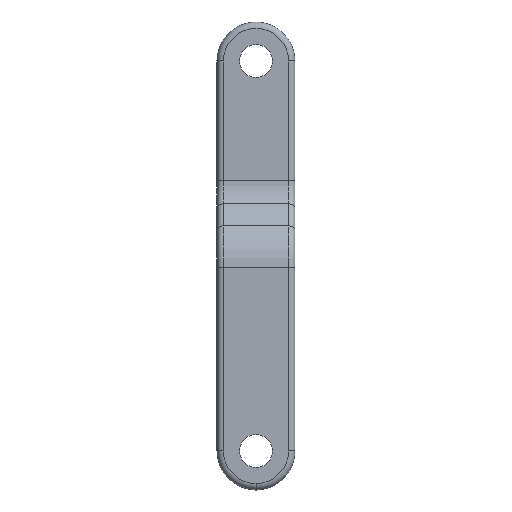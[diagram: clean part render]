
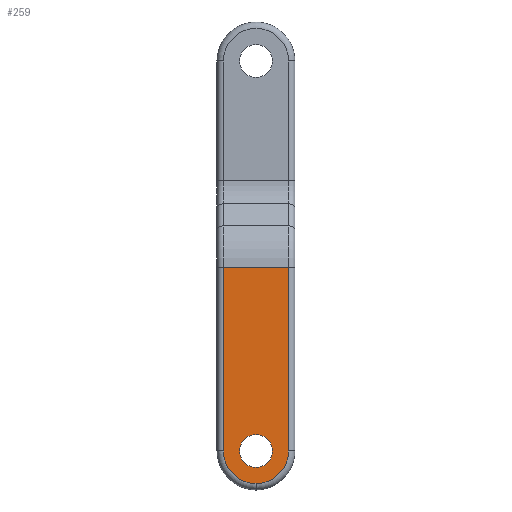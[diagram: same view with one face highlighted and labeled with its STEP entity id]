
A CAD part, front view. The second image highlights one B-rep face of the part: STEP entity #259.
In plain terms, the highlighted planar face has unit normal (0, -1, 0).
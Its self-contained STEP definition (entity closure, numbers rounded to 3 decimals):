
#16 = EDGE_CURVE ( 'NONE', #1469, #1869, #863, .T. ) ;
#70 = CARTESIAN_POINT ( 'NONE',  ( 5., -20., 0. ) ) ;
#73 = ORIENTED_EDGE ( 'NONE', *, *, #982, .F. ) ;
#150 = DIRECTION ( 'NONE',  ( 0., 0., -1. ) ) ;
#158 = CIRCLE ( 'NONE', #1670, 5. ) ;
#191 = VECTOR ( 'NONE', #1123, 1000. ) ;
#198 = CARTESIAN_POINT ( 'NONE',  ( 0., -20., 0. ) ) ;
#247 = LINE ( 'NONE', #937, #1327 ) ;
#252 = EDGE_LOOP ( 'NONE', ( #586, #644, #526, #356, #73 ) ) ;
#259 = ADVANCED_FACE ( 'NONE', ( #263, #1167 ), #1840, .F. ) ;
#260 = DIRECTION ( 'NONE',  ( 0., 0., -1. ) ) ;
#263 = FACE_OUTER_BOUND ( 'NONE', #252, .T. ) ;
#296 = CARTESIAN_POINT ( 'NONE',  ( 5., -20., 0. ) ) ;
#356 = ORIENTED_EDGE ( 'NONE', *, *, #994, .F. ) ;
#476 = EDGE_CURVE ( 'NONE', #2179, #678, #531, .T. ) ;
#526 = ORIENTED_EDGE ( 'NONE', *, *, #1709, .F. ) ;
#531 = LINE ( 'NONE', #1340, #1166 ) ;
#549 = DIRECTION ( 'NONE',  ( 0., 0., -1. ) ) ;
#586 = ORIENTED_EDGE ( 'NONE', *, *, #1855, .F. ) ;
#637 = ORIENTED_EDGE ( 'NONE', *, *, #16, .F. ) ;
#644 = ORIENTED_EDGE ( 'NONE', *, *, #476, .F. ) ;
#678 = VERTEX_POINT ( 'NONE', #2006 ) ;
#711 = DIRECTION ( 'NONE',  ( 0., -1., 0. ) ) ;
#776 = DIRECTION ( 'NONE',  ( 0., 0., -1. ) ) ;
#791 = AXIS2_PLACEMENT_3D ( 'NONE', #2075, #1558, #855 ) ;
#855 = DIRECTION ( 'NONE',  ( 0., 0., -1. ) ) ;
#863 = CIRCLE ( 'NONE', #1072, 2.525 ) ;
#866 = DIRECTION ( 'NONE',  ( 0., -1., 0. ) ) ;
#874 = CARTESIAN_POINT ( 'NONE',  ( 0., -20., 0. ) ) ;
#937 = CARTESIAN_POINT ( 'NONE',  ( 0., -20., 28.272 ) ) ;
#973 = CARTESIAN_POINT ( 'NONE',  ( 0., -20., -2.525 ) ) ;
#982 = EDGE_CURVE ( 'NONE', #1042, #1106, #1054, .T. ) ;
#994 = EDGE_CURVE ( 'NONE', #1106, #1542, #158, .T. ) ;
#1024 = CARTESIAN_POINT ( 'NONE',  ( 0., -20., 0. ) ) ;
#1042 = VERTEX_POINT ( 'NONE', #1112 ) ;
#1054 = LINE ( 'NONE', #70, #191 ) ;
#1072 = AXIS2_PLACEMENT_3D ( 'NONE', #1024, #711, #549 ) ;
#1106 = VERTEX_POINT ( 'NONE', #296 ) ;
#1112 = CARTESIAN_POINT ( 'NONE',  ( 5., -20., 28.272 ) ) ;
#1123 = DIRECTION ( 'NONE',  ( 0., 0., -1. ) ) ;
#1166 = VECTOR ( 'NONE', #1886, 1000. ) ;
#1167 = FACE_BOUND ( 'NONE', #1499, .T. ) ;
#1221 = EDGE_CURVE ( 'NONE', #1869, #1469, #1779, .T. ) ;
#1291 = ORIENTED_EDGE ( 'NONE', *, *, #1221, .F. ) ;
#1327 = VECTOR ( 'NONE', #1620, 1000. ) ;
#1340 = CARTESIAN_POINT ( 'NONE',  ( -5., -20., 0. ) ) ;
#1400 = CIRCLE ( 'NONE', #791, 5. ) ;
#1469 = VERTEX_POINT ( 'NONE', #1636 ) ;
#1499 = EDGE_LOOP ( 'NONE', ( #637, #1291 ) ) ;
#1502 = CARTESIAN_POINT ( 'NONE',  ( 0., -20., -5. ) ) ;
#1542 = VERTEX_POINT ( 'NONE', #1502 ) ;
#1558 = DIRECTION ( 'NONE',  ( 0., 1., 0. ) ) ;
#1620 = DIRECTION ( 'NONE',  ( 1., 0., 0. ) ) ;
#1636 = CARTESIAN_POINT ( 'NONE',  ( 0., -20., 2.525 ) ) ;
#1670 = AXIS2_PLACEMENT_3D ( 'NONE', #198, #1734, #776 ) ;
#1709 = EDGE_CURVE ( 'NONE', #1542, #2179, #1400, .T. ) ;
#1734 = DIRECTION ( 'NONE',  ( 0., 1., 0. ) ) ;
#1759 = CARTESIAN_POINT ( 'NONE',  ( -5., -20., 0. ) ) ;
#1779 = CIRCLE ( 'NONE', #2000, 2.525 ) ;
#1829 = AXIS2_PLACEMENT_3D ( 'NONE', #2021, #2110, #260 ) ;
#1840 = PLANE ( 'NONE',  #1829 ) ;
#1855 = EDGE_CURVE ( 'NONE', #678, #1042, #247, .T. ) ;
#1869 = VERTEX_POINT ( 'NONE', #973 ) ;
#1886 = DIRECTION ( 'NONE',  ( 0., 0., 1. ) ) ;
#2000 = AXIS2_PLACEMENT_3D ( 'NONE', #874, #866, #150 ) ;
#2006 = CARTESIAN_POINT ( 'NONE',  ( -5., -20., 28.272 ) ) ;
#2021 = CARTESIAN_POINT ( 'NONE',  ( 0., -20., 0. ) ) ;
#2075 = CARTESIAN_POINT ( 'NONE',  ( 0., -20., 0. ) ) ;
#2110 = DIRECTION ( 'NONE',  ( 0., 1., 0. ) ) ;
#2179 = VERTEX_POINT ( 'NONE', #1759 ) ;
